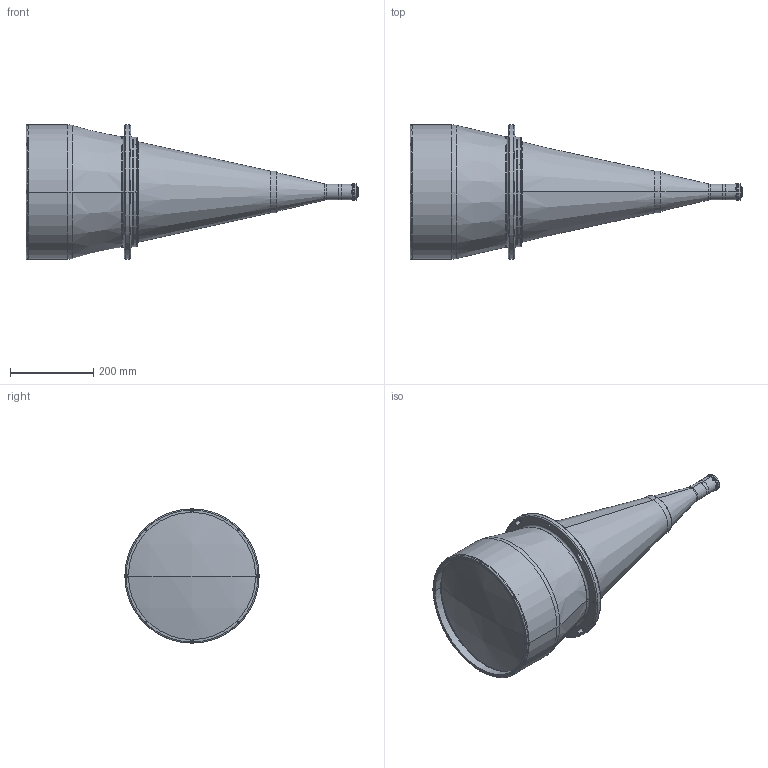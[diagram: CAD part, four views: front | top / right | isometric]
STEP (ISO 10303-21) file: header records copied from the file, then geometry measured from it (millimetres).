
FILE_DESCRIPTION (( 'STEP AP214' ), '1' );
FILE_NAME ('TC23200.STEP', '2016-10-03T12:52:35', ( '' ), ( '' ), 'SwSTEP 2.0', 'SolidWorks 2015', '' );
FILE_SCHEMA (( 'AUTOMOTIVE_DESIGN' ));
Length unit declared in the file: millimetre
Products named in the file (1): TC23200
Bounding box: 796.48 x 322 x 322 mm (x, y, z)
Surface area: 712839.9 mm2 (no closed solid volume)
Topology: 0 solids, 34 shells, 285 faces, 959 edges, 696 vertices
Faces by surface type: cylinder 109, plane 98, torus 53, cone 17, bspline 6, sphere 2
Entity records: 15016 total; most frequent: CARTESIAN_POINT 3297, DIRECTION 1951, ORIENTED_EDGE 1490, EDGE_CURVE 959, AXIS2_PLACEMENT_3D 790, VERTEX_POINT 696, CIRCLE 510, EDGE_LOOP 372
